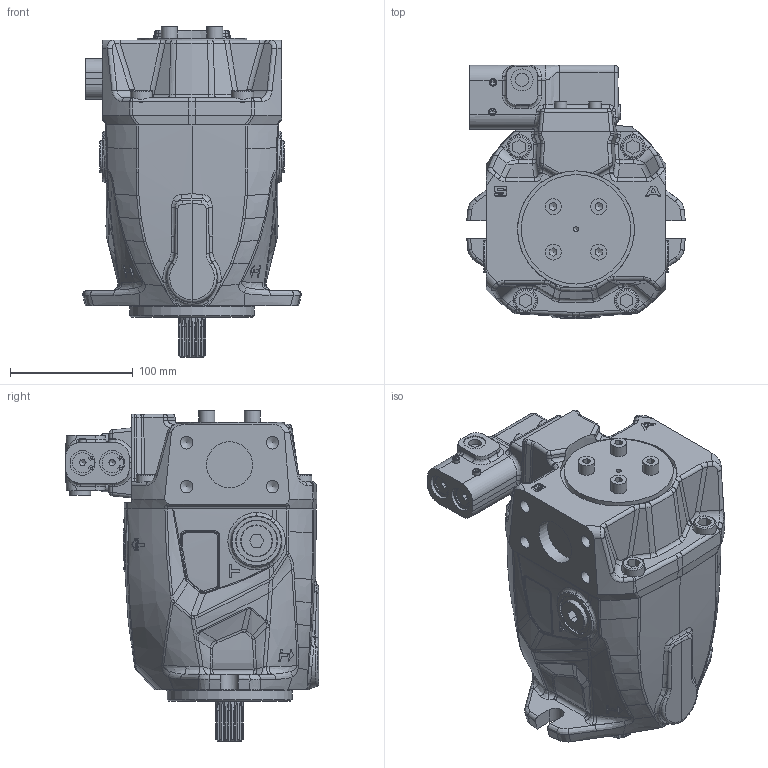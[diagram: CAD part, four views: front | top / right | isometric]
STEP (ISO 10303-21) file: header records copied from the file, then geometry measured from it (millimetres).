
FILE_DESCRIPTION( ( 'STEP AP214' ), '1' );
FILE_NAME( 'C40V-045 LS0DA VR.stp', '2021-05-28T12:40:54', ( 'License CC BY-ND 4.0' ), ( 'CADENAS' ), ' ', 'PARTsolutions', ' ' );
FILE_SCHEMA( ( 'AUTOMOTIVE_DESIGN { 1 0 10303 214 1 1 1 1 }' ) );
Length unit declared in the file: millimetre
Products named in the file (9): 126596415 C40V 045-B1-R-LS0DA---K02G A2; _C40V 045-B1-R-LS0DA---K02G A2; 1; _045 Zylinderschraube; _Welle 13 T ohne Freistich; _HAWE G 1/2
Assembly tree (13 placements, depth 2):
  126596415 C40V 045-B1-R-LS0DA---K02G A2
    _C40V 045-B1-R-LS0DA---K02G A2
    1
    1
    1
    1
    _045 Zylinderschraube  x4
    _Welle 13 T ohne Freistich
    _HAWE G 1/2  x3
Bounding box: 177.78 x 206.08 x 269 mm (x, y, z)
Volume: 4186533.9 mm3; surface area: 299572.6 mm2
Topology: 12 solids, 12 shells, 1450 faces, 3578 edges, 2233 vertices
Faces by surface type: bspline 502, plane 494, cylinder 302, cone 109, torus 31, extrusion 8, sphere 4
Full cylindrical faces by diameter (mm): 2 x6, 4 x1, 4.2 x1, 5 x6, 6 x6, 6.8 x8, 8 x4, 8.5 x4, 9 x4, 10 x4, 10.2 x8, 10.5 x1, 12 x6, 13 x8, 14 x2, 17 x1, 18 x6, 19 x2, 20 x4, 20.2 x2, 20.4 x3, 20.96 x3, 21 x2, 22.22 x1, 25 x1, 26 x3, 28 x2, 32.5 x1, 34 x3, 36 x1
Entity records: 72521 total; most frequent: CARTESIAN_POINT 44297, ORIENTED_EDGE 6312, DIRECTION 3686, EDGE_CURVE 3156, VERTEX_POINT 2069, B_SPLINE_CURVE_WITH_KNOTS 1689, EDGE_LOOP 1640, FACE_OUTER_BOUND 1499
